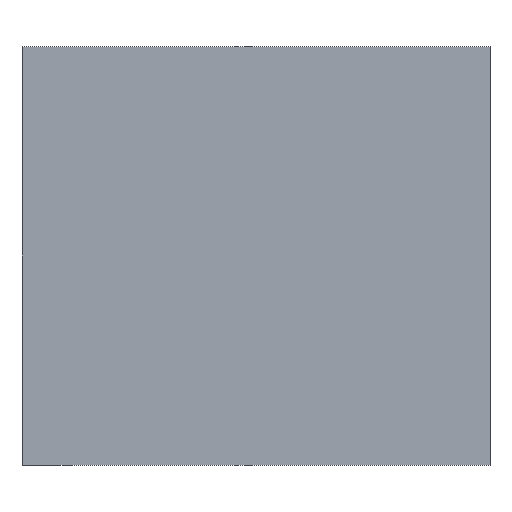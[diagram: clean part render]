
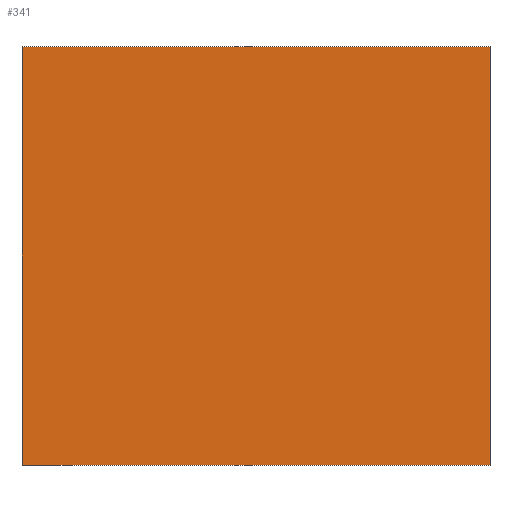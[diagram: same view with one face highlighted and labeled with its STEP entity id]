
A CAD part, front view. The second image highlights one B-rep face of the part: STEP entity #341.
In plain terms, the highlighted planar face has unit normal (0, -1, 0).
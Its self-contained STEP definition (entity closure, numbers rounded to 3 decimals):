
#21 = EDGE_CURVE('',#22,#24,#26,.T.);
#22 = VERTEX_POINT('',#23);
#23 = CARTESIAN_POINT('',(46.,3.05,627.));
#24 = VERTEX_POINT('',#25);
#25 = CARTESIAN_POINT('',(46.,3.05,542.1));
#26 = SURFACE_CURVE('',#27,(#31,#43),.PCURVE_S1.);
#27 = LINE('',#28,#29);
#28 = CARTESIAN_POINT('',(46.,3.05,627.));
#29 = VECTOR('',#30,1.);
#30 = DIRECTION('',(0.,0.,-1.));
#31 = PCURVE('',#32,#37);
#32 = PLANE('',#33);
#33 = AXIS2_PLACEMENT_3D('',#34,#35,#36);
#34 = CARTESIAN_POINT('',(46.,45.5,584.55));
#35 = DIRECTION('',(1.,0.,0.));
#36 = DIRECTION('',(0.,0.,1.));
#37 = DEFINITIONAL_REPRESENTATION('',(#38),#42);
#38 = LINE('',#39,#40);
#39 = CARTESIAN_POINT('',(42.45,42.45));
#40 = VECTOR('',#41,1.);
#41 = DIRECTION('',(-1.,0.));
#42 = ( GEOMETRIC_REPRESENTATION_CONTEXT(2) 
PARAMETRIC_REPRESENTATION_CONTEXT() REPRESENTATION_CONTEXT('2D SPACE',''
  ) );
#43 = PCURVE('',#44,#49);
#44 = PLANE('',#45);
#45 = AXIS2_PLACEMENT_3D('',#46,#47,#48);
#46 = CARTESIAN_POINT('',(-1.5,3.05,584.55));
#47 = DIRECTION('',(0.,-1.,0.));
#48 = DIRECTION('',(-1.,0.,0.));
#49 = DEFINITIONAL_REPRESENTATION('',(#50),#54);
#50 = LINE('',#51,#52);
#51 = CARTESIAN_POINT('',(-47.5,-42.45));
#52 = VECTOR('',#53,1.);
#53 = DIRECTION('',(0.,1.));
#54 = ( GEOMETRIC_REPRESENTATION_CONTEXT(2) 
PARAMETRIC_REPRESENTATION_CONTEXT() REPRESENTATION_CONTEXT('2D SPACE',''
  ) );
#72 = PLANE('',#73);
#73 = AXIS2_PLACEMENT_3D('',#74,#75,#76);
#74 = CARTESIAN_POINT('',(-1.5,45.5,542.1));
#75 = DIRECTION('',(0.,0.,-1.));
#76 = DIRECTION('',(-1.,0.,0.));
#126 = PLANE('',#127);
#127 = AXIS2_PLACEMENT_3D('',#128,#129,#130);
#128 = CARTESIAN_POINT('',(-1.5,45.5,627.));
#129 = DIRECTION('',(0.,0.,1.));
#130 = DIRECTION('',(1.,-0.,0.));
#341 = ADVANCED_FACE('',(#342),#44,.T.);
#342 = FACE_BOUND('',#343,.T.);
#343 = EDGE_LOOP('',(#344,#367,#395,#416));
#344 = ORIENTED_EDGE('',*,*,#345,.T.);
#345 = EDGE_CURVE('',#22,#346,#348,.T.);
#346 = VERTEX_POINT('',#347);
#347 = CARTESIAN_POINT('',(-49.,3.05,627.));
#348 = SURFACE_CURVE('',#349,(#353,#360),.PCURVE_S1.);
#349 = LINE('',#350,#351);
#350 = CARTESIAN_POINT('',(46.,3.05,627.));
#351 = VECTOR('',#352,1.);
#352 = DIRECTION('',(-1.,0.,0.));
#353 = PCURVE('',#44,#354);
#354 = DEFINITIONAL_REPRESENTATION('',(#355),#359);
#355 = LINE('',#356,#357);
#356 = CARTESIAN_POINT('',(-47.5,-42.45));
#357 = VECTOR('',#358,1.);
#358 = DIRECTION('',(1.,0.));
#359 = ( GEOMETRIC_REPRESENTATION_CONTEXT(2) 
PARAMETRIC_REPRESENTATION_CONTEXT() REPRESENTATION_CONTEXT('2D SPACE',''
  ) );
#360 = PCURVE('',#126,#361);
#361 = DEFINITIONAL_REPRESENTATION('',(#362),#366);
#362 = LINE('',#363,#364);
#363 = CARTESIAN_POINT('',(47.5,-42.45));
#364 = VECTOR('',#365,1.);
#365 = DIRECTION('',(-1.,0.));
#366 = ( GEOMETRIC_REPRESENTATION_CONTEXT(2) 
PARAMETRIC_REPRESENTATION_CONTEXT() REPRESENTATION_CONTEXT('2D SPACE',''
  ) );
#367 = ORIENTED_EDGE('',*,*,#368,.T.);
#368 = EDGE_CURVE('',#346,#369,#371,.T.);
#369 = VERTEX_POINT('',#370);
#370 = CARTESIAN_POINT('',(-49.,3.05,542.1));
#371 = SURFACE_CURVE('',#372,(#376,#383),.PCURVE_S1.);
#372 = LINE('',#373,#374);
#373 = CARTESIAN_POINT('',(-49.,3.05,627.));
#374 = VECTOR('',#375,1.);
#375 = DIRECTION('',(0.,0.,-1.));
#376 = PCURVE('',#44,#377);
#377 = DEFINITIONAL_REPRESENTATION('',(#378),#382);
#378 = LINE('',#379,#380);
#379 = CARTESIAN_POINT('',(47.5,-42.45));
#380 = VECTOR('',#381,1.);
#381 = DIRECTION('',(0.,1.));
#382 = ( GEOMETRIC_REPRESENTATION_CONTEXT(2) 
PARAMETRIC_REPRESENTATION_CONTEXT() REPRESENTATION_CONTEXT('2D SPACE',''
  ) );
#383 = PCURVE('',#384,#389);
#384 = PLANE('',#385);
#385 = AXIS2_PLACEMENT_3D('',#386,#387,#388);
#386 = CARTESIAN_POINT('',(-49.,45.5,584.55));
#387 = DIRECTION('',(1.,0.,0.));
#388 = DIRECTION('',(0.,0.,1.));
#389 = DEFINITIONAL_REPRESENTATION('',(#390),#394);
#390 = LINE('',#391,#392);
#391 = CARTESIAN_POINT('',(42.45,42.45));
#392 = VECTOR('',#393,1.);
#393 = DIRECTION('',(-1.,0.));
#394 = ( GEOMETRIC_REPRESENTATION_CONTEXT(2) 
PARAMETRIC_REPRESENTATION_CONTEXT() REPRESENTATION_CONTEXT('2D SPACE',''
  ) );
#395 = ORIENTED_EDGE('',*,*,#396,.F.);
#396 = EDGE_CURVE('',#24,#369,#397,.T.);
#397 = SURFACE_CURVE('',#398,(#402,#409),.PCURVE_S1.);
#398 = LINE('',#399,#400);
#399 = CARTESIAN_POINT('',(45.,3.05,542.1));
#400 = VECTOR('',#401,1.);
#401 = DIRECTION('',(-1.,0.,0.));
#402 = PCURVE('',#44,#403);
#403 = DEFINITIONAL_REPRESENTATION('',(#404),#408);
#404 = LINE('',#405,#406);
#405 = CARTESIAN_POINT('',(-46.5,42.45));
#406 = VECTOR('',#407,1.);
#407 = DIRECTION('',(1.,0.));
#408 = ( GEOMETRIC_REPRESENTATION_CONTEXT(2) 
PARAMETRIC_REPRESENTATION_CONTEXT() REPRESENTATION_CONTEXT('2D SPACE',''
  ) );
#409 = PCURVE('',#72,#410);
#410 = DEFINITIONAL_REPRESENTATION('',(#411),#415);
#411 = LINE('',#412,#413);
#412 = CARTESIAN_POINT('',(-46.5,-42.45));
#413 = VECTOR('',#414,1.);
#414 = DIRECTION('',(1.,0.));
#415 = ( GEOMETRIC_REPRESENTATION_CONTEXT(2) 
PARAMETRIC_REPRESENTATION_CONTEXT() REPRESENTATION_CONTEXT('2D SPACE',''
  ) );
#416 = ORIENTED_EDGE('',*,*,#21,.F.);
